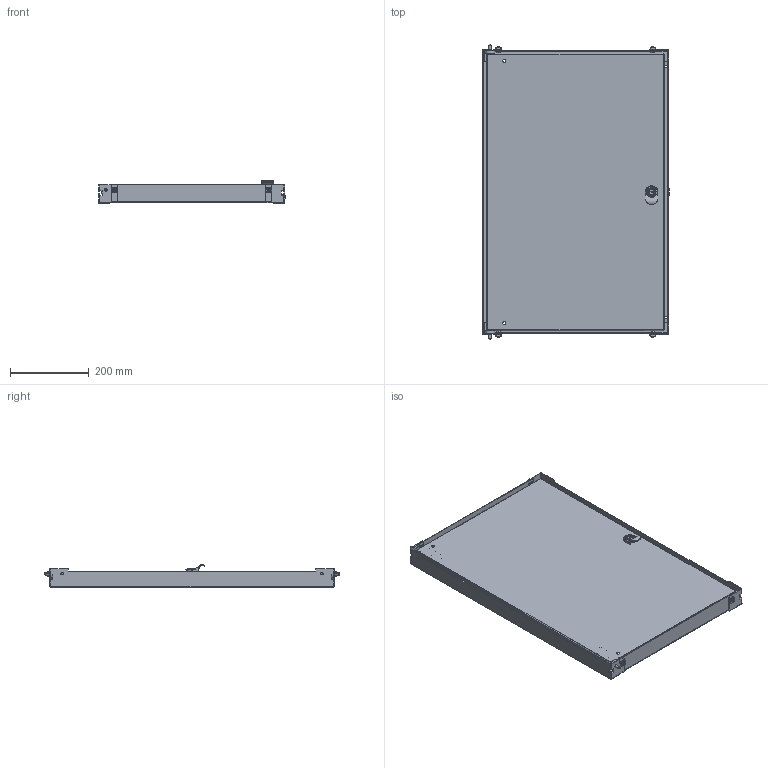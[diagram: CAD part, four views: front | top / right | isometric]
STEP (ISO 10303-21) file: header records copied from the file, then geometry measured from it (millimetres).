
FILE_DESCRIPTION (( 'STEP AP214' ), '1' );
FILE_NAME ('HFWNSP3020C.STEP', '2015-05-04T21:34:23', ( '' ), ( '' ), 'SwSTEP 2.0', 'SolidWorks 2014', '' );
FILE_SCHEMA (( 'AUTOMOTIVE_DESIGN' ));
Length unit declared in the file: inch
Products named in the file (16): 1-100-2; HFWNSP3020C; HFWNSP30CBKHS; HFW3190; 37288; HFWNSP20CTB; HFWNSP30CBKLS; HFWNSP3020CPNL; HFW328156; HFW328157; HFW3762; wkb59938154_no0; 1-100-1-1; 200-9113(1-142-P9)_GDZn verchromt; 200-0424_Stahl, verzinkt; 200-9001-200-9113-200-0424(28113_7,2,45181124)
Assembly tree (23 placements, depth 3):
  HFWNSP3020C
    HFWNSP30CBKHS
    HFW3190  x4
    37288  x4
    HFWNSP20CTB  x2
    HFWNSP30CBKLS
    HFWNSP3020CPNL
    HFW328156
    HFW328157
    HFW3762  x2
    wkb59938154_no0
    200-9001-200-9113-200-0424(28113_7,2,45181124)
      1-100-1-1
      1-100-2
      200-9113(1-142-P9)_GDZn verchromt
      200-0424_Stahl, verzinkt
Bounding box: 474.9 x 751.88 x 58.56 mm (x, y, z)
Volume: 950958.3 mm3; surface area: 1021690.3 mm2
Topology: 28 solids, 29 shells, 1243 faces, 3328 edges, 2123 vertices
Faces by surface type: plane 623, cylinder 388, bspline 128, cone 54, torus 42, sphere 8
Entity records: 177522 total; most frequent: CARTESIAN_POINT 147495, ORIENTED_EDGE 4172, DIRECTION 3636, EDGE_CURVE 2086, VERTEX_POINT 1306, AXIS2_PLACEMENT_3D 1240, LINE 1156, VECTOR 1156
